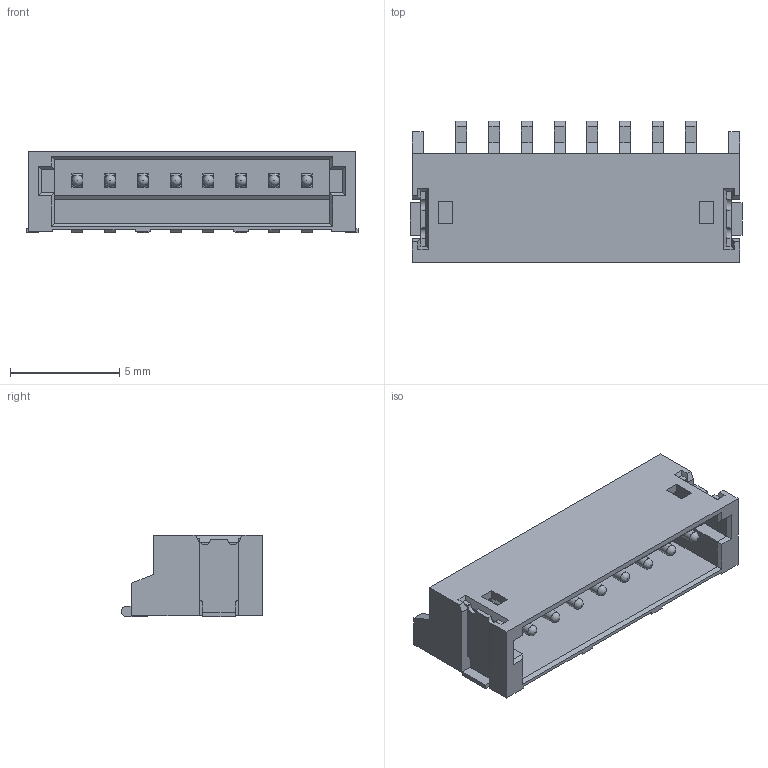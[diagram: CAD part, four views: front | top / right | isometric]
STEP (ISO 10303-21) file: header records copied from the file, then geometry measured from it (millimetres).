
FILE_DESCRIPTION(/* description */ ('Unknown'),/* implementation_level */ '2;1');
FILE_NAME(/* name */ '648108131822',/* time_stamp */ '2023-03-22T16:52:37+01:00',/* author */ ('Unknown'),/* organization */ ('Unknown'),/* preprocessor_version */ 'ST-DEVELOPER v18.102',/* originating_system */ 'Solid Edge',/* authorisation */ 'Unknown');
FILE_SCHEMA (('AUTOMOTIVE_DESIGN {1 0 10303 214 3 1 1}'));
Length unit declared in the file: millimetre
Products named in the file (4): 6481xx131822; 648108131822; 6481xx131822_PIN; 6481xx131822_PATTE
Assembly tree (11 placements, depth 2):
  6481xx131822
    648108131822
    6481xx131822_PIN  x8
    6481xx131822_PATTE  x2
Bounding box: 15.21 x 6.47 x 3.75 mm (x, y, z)
Volume: 116.9 mm3; surface area: 636.1 mm2
Topology: 11 solids, 11 shells, 381 faces, 1040 edges, 644 vertices
Faces by surface type: plane 297, bspline 32, cylinder 28, torus 24
Full cylindrical faces by diameter (mm): 0.5 x8
Entity records: 7156 total; most frequent: CARTESIAN_POINT 1315, ORIENTED_EDGE 1232, DIRECTION 1090, EDGE_CURVE 616, LINE 588, VECTOR 588, VERTEX_POINT 400, AXIS2_PLACEMENT_3D 251
